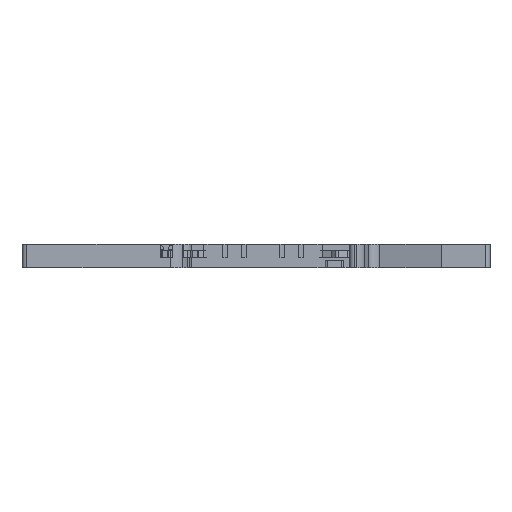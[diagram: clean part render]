
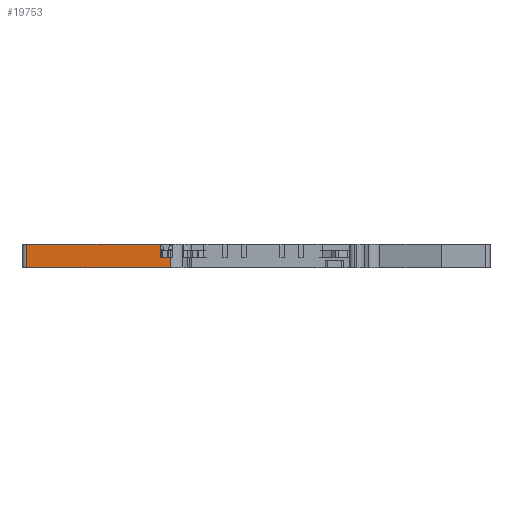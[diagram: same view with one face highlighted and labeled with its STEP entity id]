
A CAD part, front view. The second image highlights one B-rep face of the part: STEP entity #19753.
In plain terms, the highlighted planar face has unit normal (0, -1, 0).
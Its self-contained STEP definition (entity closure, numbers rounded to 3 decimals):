
#111 = EDGE_CURVE ( 'NONE', #24377, #14595, #16874, .T. ) ;
#1198 = VERTEX_POINT ( 'NONE', #9450 ) ;
#1859 = EDGE_CURVE ( 'NONE', #25173, #8923, #9857, .T. ) ;
#2052 = DIRECTION ( 'NONE',  ( 1., 0., 0. ) ) ;
#2123 = DIRECTION ( 'NONE',  ( 0., 0., -1. ) ) ;
#2570 = VECTOR ( 'NONE', #14106, 1000. ) ;
#2998 = ORIENTED_EDGE ( 'NONE', *, *, #18520, .T. ) ;
#3405 = VECTOR ( 'NONE', #8139, 1000. ) ;
#3635 = LINE ( 'NONE', #3793, #4402 ) ;
#3748 = ORIENTED_EDGE ( 'NONE', *, *, #24758, .F. ) ;
#3793 = CARTESIAN_POINT ( 'NONE',  ( -25.733, 23.834, 81.074 ) ) ;
#4228 = AXIS2_PLACEMENT_3D ( 'NONE', #14965, #9473, #13763 ) ;
#4402 = VECTOR ( 'NONE', #12270, 1000. ) ;
#5179 = LINE ( 'NONE', #13628, #20818 ) ;
#5278 = CARTESIAN_POINT ( 'NONE',  ( 2.817, 23.834, 78.224 ) ) ;
#5695 = VERTEX_POINT ( 'NONE', #20843 ) ;
#7455 = PLANE ( 'NONE',  #4228 ) ;
#8139 = DIRECTION ( 'NONE',  ( 1., 0., 0. ) ) ;
#8358 = FACE_OUTER_BOUND ( 'NONE', #16128, .T. ) ;
#8909 = DIRECTION ( 'NONE',  ( 0., 0., -1. ) ) ;
#8923 = VERTEX_POINT ( 'NONE', #9856 ) ;
#9024 = CARTESIAN_POINT ( 'NONE',  ( 2.817, 23.834, 78.224 ) ) ;
#9450 = CARTESIAN_POINT ( 'NONE',  ( 2.817, 23.834, 78.224 ) ) ;
#9473 = DIRECTION ( 'NONE',  ( 0., 1., 0. ) ) ;
#9856 = CARTESIAN_POINT ( 'NONE',  ( 4.999, 23.834, 78.224 ) ) ;
#9857 = LINE ( 'NONE', #9024, #24436 ) ;
#10353 = DIRECTION ( 'NONE',  ( 1., 0., 0. ) ) ;
#11186 = LINE ( 'NONE', #21440, #16548 ) ;
#11280 = ORIENTED_EDGE ( 'NONE', *, *, #111, .T. ) ;
#11730 = CARTESIAN_POINT ( 'NONE',  ( 4.999, 23.834, 76.074 ) ) ;
#11980 = ORIENTED_EDGE ( 'NONE', *, *, #17974, .F. ) ;
#12253 = VERTEX_POINT ( 'NONE', #23255 ) ;
#12270 = DIRECTION ( 'NONE',  ( 1., 0., 0. ) ) ;
#12556 = ORIENTED_EDGE ( 'NONE', *, *, #1859, .F. ) ;
#12594 = ORIENTED_EDGE ( 'NONE', *, *, #24360, .F. ) ;
#13628 = CARTESIAN_POINT ( 'NONE',  ( -25.733, 23.834, 81.074 ) ) ;
#13763 = DIRECTION ( 'NONE',  ( 0., 0., 1. ) ) ;
#13804 = CARTESIAN_POINT ( 'NONE',  ( -25.733, 23.834, 78.224 ) ) ;
#14090 = EDGE_CURVE ( 'NONE', #1198, #5695, #16297, .T. ) ;
#14106 = DIRECTION ( 'NONE',  ( 0., 0., 1. ) ) ;
#14595 = VERTEX_POINT ( 'NONE', #11730 ) ;
#14659 = CARTESIAN_POINT ( 'NONE',  ( 2.817, 23.834, 78.024 ) ) ;
#14965 = CARTESIAN_POINT ( 'NONE',  ( -25.733, 23.834, 81.074 ) ) ;
#15386 = EDGE_CURVE ( 'NONE', #12253, #25173, #16757, .T. ) ;
#15712 = CARTESIAN_POINT ( 'NONE',  ( -25.733, 23.834, 76.074 ) ) ;
#16128 = EDGE_LOOP ( 'NONE', ( #12594, #22829, #11980, #2998, #11280, #3748, #12556, #24524 ) ) ;
#16297 = LINE ( 'NONE', #14659, #2570 ) ;
#16548 = VECTOR ( 'NONE', #2123, 1000. ) ;
#16630 = VECTOR ( 'NONE', #22306, 1000. ) ;
#16757 = LINE ( 'NONE', #13804, #22239 ) ;
#16874 = LINE ( 'NONE', #15712, #16630 ) ;
#17826 = VERTEX_POINT ( 'NONE', #20948 ) ;
#17974 = EDGE_CURVE ( 'NONE', #17826, #5695, #3635, .T. ) ;
#18248 = CARTESIAN_POINT ( 'NONE',  ( -25.733, 23.834, 76.074 ) ) ;
#18520 = EDGE_CURVE ( 'NONE', #17826, #24377, #5179, .T. ) ;
#18924 = LINE ( 'NONE', #5278, #3405 ) ;
#19117 = CARTESIAN_POINT ( 'NONE',  ( 4.548, 23.834, 78.224 ) ) ;
#19753 = ADVANCED_FACE ( 'NONE', ( #8358 ), #7455, .F. ) ;
#20818 = VECTOR ( 'NONE', #8909, 1000. ) ;
#20843 = CARTESIAN_POINT ( 'NONE',  ( 2.817, 23.834, 81.074 ) ) ;
#20948 = CARTESIAN_POINT ( 'NONE',  ( -25.733, 23.834, 81.074 ) ) ;
#21440 = CARTESIAN_POINT ( 'NONE',  ( 4.999, 23.834, 81.074 ) ) ;
#22239 = VECTOR ( 'NONE', #10353, 1000. ) ;
#22306 = DIRECTION ( 'NONE',  ( 1., 0., 0. ) ) ;
#22829 = ORIENTED_EDGE ( 'NONE', *, *, #14090, .T. ) ;
#23255 = CARTESIAN_POINT ( 'NONE',  ( 3.085, 23.834, 78.224 ) ) ;
#24360 = EDGE_CURVE ( 'NONE', #1198, #12253, #18924, .T. ) ;
#24377 = VERTEX_POINT ( 'NONE', #18248 ) ;
#24436 = VECTOR ( 'NONE', #2052, 1000. ) ;
#24524 = ORIENTED_EDGE ( 'NONE', *, *, #15386, .F. ) ;
#24758 = EDGE_CURVE ( 'NONE', #8923, #14595, #11186, .T. ) ;
#25173 = VERTEX_POINT ( 'NONE', #19117 ) ;
